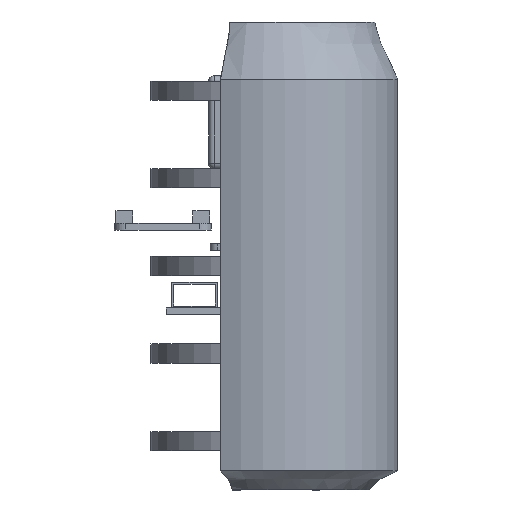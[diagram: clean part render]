
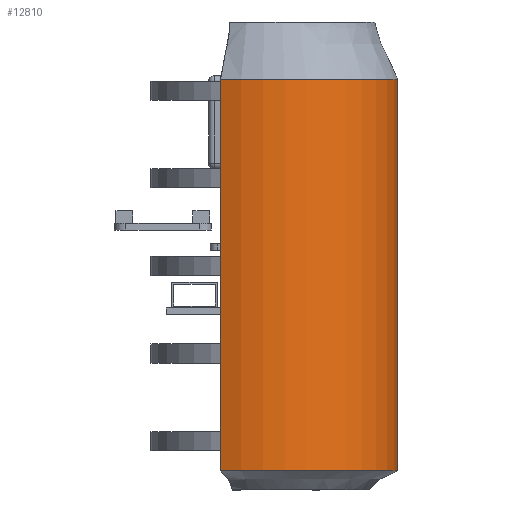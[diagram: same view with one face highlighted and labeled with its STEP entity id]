
A CAD part, front view. The second image highlights one B-rep face of the part: STEP entity #12810.
In plain terms, the highlighted cylindrical face has radius 33 mm (diameter 66 mm), a partial arc.
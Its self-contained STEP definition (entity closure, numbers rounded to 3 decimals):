
#689 = LINE ( 'NONE', #19439, #26660 ) ;
#730 = DIRECTION ( 'NONE',  ( 0., -1., 0. ) ) ;
#965 = AXIS2_PLACEMENT_3D ( 'NONE', #12441, #27192, #16415 ) ;
#1082 = CARTESIAN_POINT ( 'NONE',  ( 33., 51.5, 0. ) ) ;
#1490 = CARTESIAN_POINT ( 'NONE',  ( -33., 51.5, 0. ) ) ;
#1634 = CARTESIAN_POINT ( 'NONE',  ( 0., 51.5, 0. ) ) ;
#1673 = VERTEX_POINT ( 'NONE', #1082 ) ;
#3810 = FACE_OUTER_BOUND ( 'NONE', #4037, .T. ) ;
#4037 = EDGE_LOOP ( 'NONE', ( #17122, #19647, #12558, #13521 ) ) ;
#4638 = CARTESIAN_POINT ( 'NONE',  ( 0., -51.5, 0. ) ) ;
#4957 = CARTESIAN_POINT ( 'NONE',  ( -33., 66.5, 0. ) ) ;
#5507 = CYLINDRICAL_SURFACE ( 'NONE', #965, 33. ) ;
#5741 = DIRECTION ( 'NONE',  ( 0., 1., 0. ) ) ;
#5865 = EDGE_CURVE ( 'NONE', #27318, #16574, #20997, .T. ) ;
#6625 = DIRECTION ( 'NONE',  ( -1., 0., 0. ) ) ;
#7074 = VERTEX_POINT ( 'NONE', #1490 ) ;
#7109 = EDGE_CURVE ( 'NONE', #7074, #1673, #27558, .T. ) ;
#7363 = LINE ( 'NONE', #4957, #17804 ) ;
#10429 = CARTESIAN_POINT ( 'NONE',  ( 33., -51.5, 0. ) ) ;
#12441 = CARTESIAN_POINT ( 'NONE',  ( 0., 66.5, 0. ) ) ;
#12558 = ORIENTED_EDGE ( 'NONE', *, *, #7109, .F. ) ;
#12810 = ADVANCED_FACE ( 'NONE', ( #3810 ), #5507, .T. ) ;
#13521 = ORIENTED_EDGE ( 'NONE', *, *, #20376, .T. ) ;
#16415 = DIRECTION ( 'NONE',  ( -1., 0., 0. ) ) ;
#16574 = VERTEX_POINT ( 'NONE', #10429 ) ;
#17122 = ORIENTED_EDGE ( 'NONE', *, *, #5865, .T. ) ;
#17804 = VECTOR ( 'NONE', #730, 1000. ) ;
#19196 = EDGE_CURVE ( 'NONE', #16574, #1673, #689, .T. ) ;
#19439 = CARTESIAN_POINT ( 'NONE',  ( 33., 66.5, 0. ) ) ;
#19647 = ORIENTED_EDGE ( 'NONE', *, *, #19196, .T. ) ;
#20092 = DIRECTION ( 'NONE',  ( 0., 1., 0. ) ) ;
#20376 = EDGE_CURVE ( 'NONE', #7074, #27318, #7363, .T. ) ;
#20997 = CIRCLE ( 'NONE', #22347, 33. ) ;
#22347 = AXIS2_PLACEMENT_3D ( 'NONE', #4638, #26027, #6625 ) ;
#22533 = CARTESIAN_POINT ( 'NONE',  ( -33., -51.5, 0. ) ) ;
#22557 = AXIS2_PLACEMENT_3D ( 'NONE', #1634, #5741, #22723 ) ;
#22723 = DIRECTION ( 'NONE',  ( -1., 0., 0. ) ) ;
#26027 = DIRECTION ( 'NONE',  ( 0., 1., 0. ) ) ;
#26660 = VECTOR ( 'NONE', #20092, 1000. ) ;
#27192 = DIRECTION ( 'NONE',  ( 0., 1., 0. ) ) ;
#27318 = VERTEX_POINT ( 'NONE', #22533 ) ;
#27558 = CIRCLE ( 'NONE', #22557, 33. ) ;
